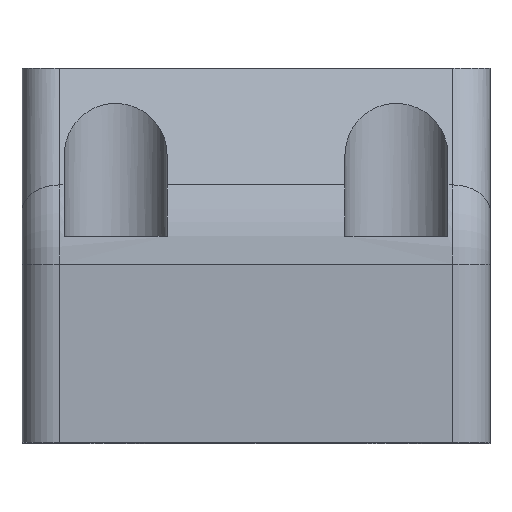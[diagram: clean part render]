
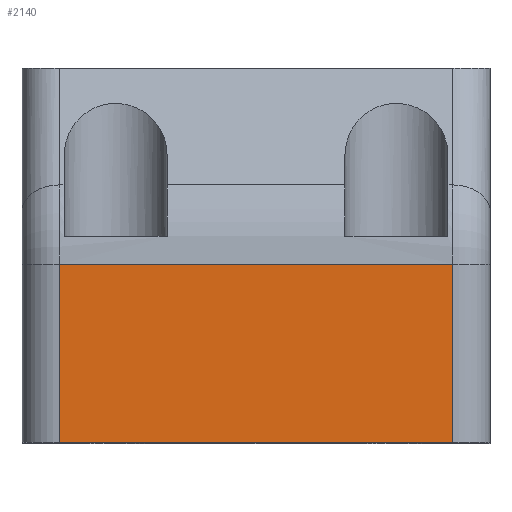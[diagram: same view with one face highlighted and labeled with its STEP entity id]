
A CAD part, top view. The second image highlights one B-rep face of the part: STEP entity #2140.
In plain terms, the highlighted planar face has unit normal (0, 0, 1).
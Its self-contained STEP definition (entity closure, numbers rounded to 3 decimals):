
#26=PLANE('',#2307);
#131=FACE_OUTER_BOUND('',#247,.T.);
#247=EDGE_LOOP('',(#1550,#1551,#1552,#1553));
#472=LINE('',#3265,#702);
#473=LINE('',#3268,#703);
#482=LINE('',#3291,#712);
#483=LINE('',#3292,#713);
#702=VECTOR('',#2597,10.);
#703=VECTOR('',#2600,10.);
#712=VECTOR('',#2617,10.);
#713=VECTOR('',#2618,10.);
#959=VERTEX_POINT('',#3255);
#961=VERTEX_POINT('',#3261);
#963=VERTEX_POINT('',#3267);
#973=VERTEX_POINT('',#3290);
#1184=EDGE_CURVE('',#959,#961,#472,.T.);
#1185=EDGE_CURVE('',#963,#961,#473,.T.);
#1197=EDGE_CURVE('',#973,#959,#482,.T.);
#1198=EDGE_CURVE('',#963,#973,#483,.T.);
#1550=ORIENTED_EDGE('',*,*,#1184,.F.);
#1551=ORIENTED_EDGE('',*,*,#1197,.F.);
#1552=ORIENTED_EDGE('',*,*,#1198,.F.);
#1553=ORIENTED_EDGE('',*,*,#1185,.T.);
#2140=ADVANCED_FACE('',(#131),#26,.T.);
#2307=AXIS2_PLACEMENT_3D('',#3289,#2615,#2616);
#2597=DIRECTION('',(0.,-1.,0.));
#2600=DIRECTION('',(1.,0.,0.));
#2615=DIRECTION('center_axis',(0.,0.,1.));
#2616=DIRECTION('ref_axis',(0.,-1.,0.));
#2617=DIRECTION('',(1.,0.,0.));
#2618=DIRECTION('',(0.,1.,0.));
#3255=CARTESIAN_POINT('',(23.,-10.485,23.937));
#3261=CARTESIAN_POINT('',(23.,-20.,23.937));
#3265=CARTESIAN_POINT('',(23.,-5.,23.937));
#3267=CARTESIAN_POINT('',(2.,-20.,23.937));
#3268=CARTESIAN_POINT('',(0.,-20.,23.937));
#3289=CARTESIAN_POINT('Origin',(0.,0.,23.937));
#3290=CARTESIAN_POINT('',(2.,-10.485,23.937));
#3291=CARTESIAN_POINT('',(0.,-10.485,23.937));
#3292=CARTESIAN_POINT('',(2.,-5.,23.937));
